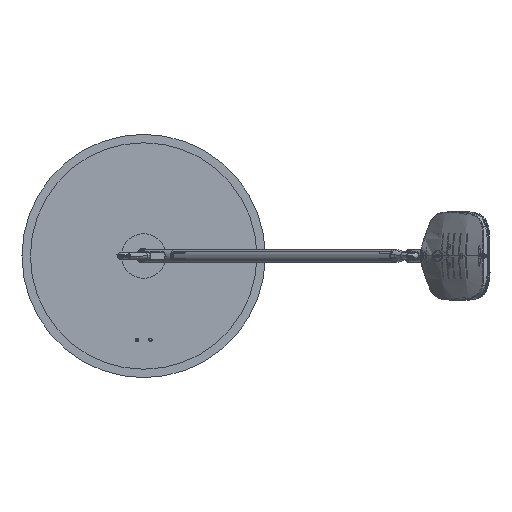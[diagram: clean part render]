
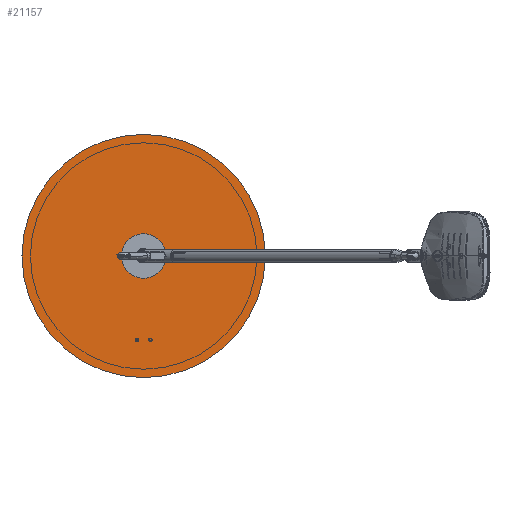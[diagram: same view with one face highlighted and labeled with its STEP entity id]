
A CAD part, front view. The second image highlights one B-rep face of the part: STEP entity #21157.
In plain terms, the highlighted face is planar.
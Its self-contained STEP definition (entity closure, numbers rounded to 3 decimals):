
#4145=PLANE('',#22373);
#4502=FACE_BOUND('',#5834,.T.);
#4637=FACE_OUTER_BOUND('',#5833,.T.);
#5833=EDGE_LOOP('',(#13604));
#5834=EDGE_LOOP('',(#13605));
#7142=CIRCLE('',#22368,26.5);
#7144=CIRCLE('',#22371,145.);
#8035=VERTEX_POINT('',#28882);
#8037=VERTEX_POINT('',#28887);
#10282=EDGE_CURVE('',#8035,#8035,#7142,.T.);
#10284=EDGE_CURVE('',#8037,#8037,#7144,.T.);
#13604=ORIENTED_EDGE('',*,*,#10284,.T.);
#13605=ORIENTED_EDGE('',*,*,#10282,.T.);
#21157=ADVANCED_FACE('',(#4637,#4502),#4145,.T.);
#22368=AXIS2_PLACEMENT_3D('',#28883,#24273,#24274);
#22371=AXIS2_PLACEMENT_3D('',#28888,#24279,#24280);
#22373=AXIS2_PLACEMENT_3D('',#28890,#24283,#24284);
#24273=DIRECTION('center_axis',(0.,0.,1.));
#24274=DIRECTION('ref_axis',(0.814,-0.581,0.));
#24279=DIRECTION('center_axis',(0.,0.,-1.));
#24280=DIRECTION('ref_axis',(0.814,0.581,0.));
#24283=DIRECTION('center_axis',(0.,0.,-1.));
#24284=DIRECTION('ref_axis',(-1.,0.,0.));
#28882=CARTESIAN_POINT('',(26.5,0.,0.));
#28883=CARTESIAN_POINT('Origin',(0.,0.,0.));
#28887=CARTESIAN_POINT('',(145.,0.,0.));
#28888=CARTESIAN_POINT('Origin',(0.,0.,
0.));
#28890=CARTESIAN_POINT('Origin',(0.,-145.,0.));
